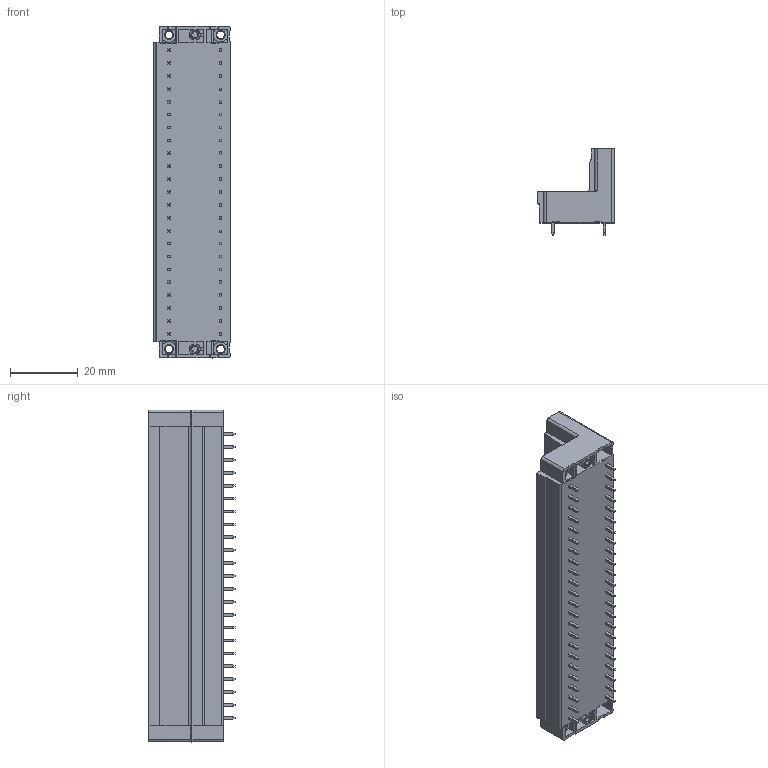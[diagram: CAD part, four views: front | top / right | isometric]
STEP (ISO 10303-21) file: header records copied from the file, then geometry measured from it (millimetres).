
FILE_DESCRIPTION((''),'2;1');
FILE_NAME('TLPHDW-105V-1','2024-09-23T11:51:26',('sheji109'),(''),'CREO PARAMETRIC BY PTC INC, 2018100','CREO PARAMETRIC BY PTC INC, 2018100','');
FILE_SCHEMA(('CONFIG_CONTROL_DESIGN'));
Products named in the file (1): TLPHDW-105V-1
Bounding box: 22.7 x 25.4 x 98.02 mm (x, y, z)
Volume: 22083.3 mm3; surface area: 22500.1 mm2
Topology: 1 solids, 1 shells, 2798 faces, 7209 edges, 4589 vertices
Faces by surface type: plane 2480, cylinder 239, cone 54, sphere 23, bspline 2
Entity records: 83436 total; most frequent: CARTESIAN_POINT 15134, ORIENTED_EDGE 14372, DIRECTION 13368, EDGE_CURVE 7186, VECTOR 6350, LINE 6350, VERTEX_POINT 4589, AXIS2_PLACEMENT_3D 3509
